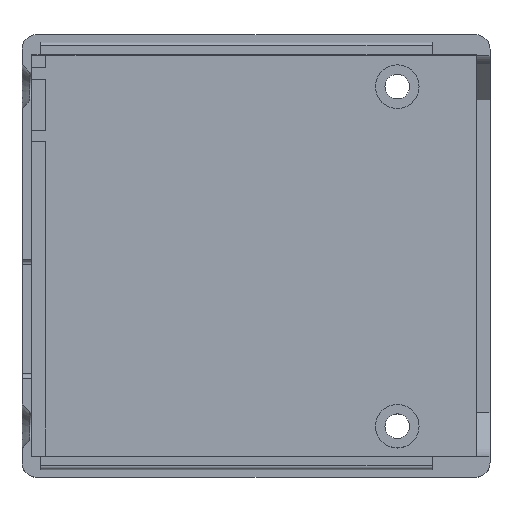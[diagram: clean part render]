
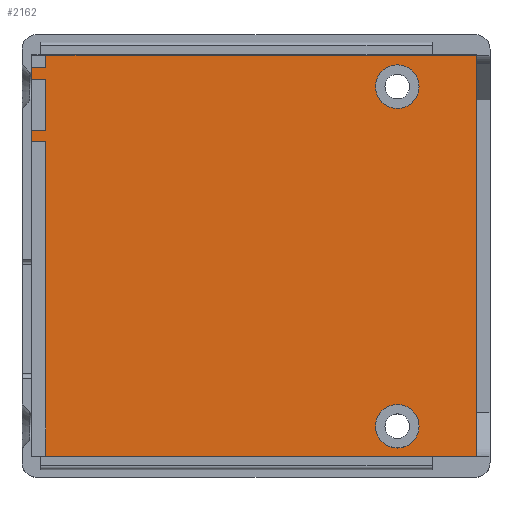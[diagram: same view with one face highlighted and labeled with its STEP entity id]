
A CAD part, top view. The second image highlights one B-rep face of the part: STEP entity #2162.
In plain terms, the highlighted planar face has unit normal (0, 0, 1).
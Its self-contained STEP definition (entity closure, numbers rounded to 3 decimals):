
#751 = VERTEX_POINT('',#752);
#752 = CARTESIAN_POINT('',(30.15,27.753,-3.));
#758 = EDGE_CURVE('',#751,#759,#761,.T.);
#759 = VERTEX_POINT('',#760);
#760 = CARTESIAN_POINT('',(30.15,-27.647,-3.));
#761 = LINE('',#762,#763);
#762 = CARTESIAN_POINT('',(30.15,27.753,-3.));
#763 = VECTOR('',#764,1.);
#764 = DIRECTION('',(0.,-1.,0.));
#832 = VERTEX_POINT('',#833);
#833 = CARTESIAN_POINT('',(-29.225,27.753,-3.));
#839 = EDGE_CURVE('',#832,#751,#840,.T.);
#840 = LINE('',#841,#842);
#841 = CARTESIAN_POINT('',(-31.225,27.753,-3.));
#842 = VECTOR('',#843,1.);
#843 = DIRECTION('',(1.,0.,0.));
#985 = VERTEX_POINT('',#986);
#986 = CARTESIAN_POINT('',(-31.225,15.805,-3.));
#992 = EDGE_CURVE('',#985,#993,#995,.T.);
#993 = VERTEX_POINT('',#994);
#994 = CARTESIAN_POINT('',(-31.225,17.405,-3.));
#995 = LINE('',#996,#997);
#996 = CARTESIAN_POINT('',(-31.225,-27.647,-3.));
#997 = VECTOR('',#998,1.);
#998 = DIRECTION('',(0.,1.,0.));
#1017 = VERTEX_POINT('',#1018);
#1018 = CARTESIAN_POINT('',(-31.225,24.445,-3.));
#1024 = EDGE_CURVE('',#1017,#1025,#1027,.T.);
#1025 = VERTEX_POINT('',#1026);
#1026 = CARTESIAN_POINT('',(-31.225,26.045,-3.));
#1027 = LINE('',#1028,#1029);
#1028 = CARTESIAN_POINT('',(-31.225,-27.647,-3.));
#1029 = VECTOR('',#1030,1.);
#1030 = DIRECTION('',(0.,1.,0.));
#2135 = EDGE_CURVE('',#759,#2136,#2138,.T.);
#2136 = VERTEX_POINT('',#2137);
#2137 = CARTESIAN_POINT('',(-29.225,-27.647,-3.));
#2138 = LINE('',#2139,#2140);
#2139 = CARTESIAN_POINT('',(30.15,-27.647,-3.));
#2140 = VECTOR('',#2141,1.);
#2141 = DIRECTION('',(-1.,0.,0.));
#2162 = ADVANCED_FACE('',(#2163,#2220,#2231),#2242,.T.);
#2163 = FACE_BOUND('',#2164,.T.);
#2164 = EDGE_LOOP('',(#2165,#2166,#2174,#2180,#2181,#2189,#2197,#2203,
    #2204,#2212,#2218,#2219));
#2165 = ORIENTED_EDGE('',*,*,#839,.F.);
#2166 = ORIENTED_EDGE('',*,*,#2167,.T.);
#2167 = EDGE_CURVE('',#832,#2168,#2170,.T.);
#2168 = VERTEX_POINT('',#2169);
#2169 = CARTESIAN_POINT('',(-29.225,26.045,-3.));
#2170 = LINE('',#2171,#2172);
#2171 = CARTESIAN_POINT('',(-29.225,27.753,-3.));
#2172 = VECTOR('',#2173,1.);
#2173 = DIRECTION('',(0.,-1.,0.));
#2174 = ORIENTED_EDGE('',*,*,#2175,.T.);
#2175 = EDGE_CURVE('',#2168,#1025,#2176,.T.);
#2176 = LINE('',#2177,#2178);
#2177 = CARTESIAN_POINT('',(-29.225,26.045,-3.));
#2178 = VECTOR('',#2179,1.);
#2179 = DIRECTION('',(-1.,0.,0.));
#2180 = ORIENTED_EDGE('',*,*,#1024,.F.);
#2181 = ORIENTED_EDGE('',*,*,#2182,.T.);
#2182 = EDGE_CURVE('',#1017,#2183,#2185,.T.);
#2183 = VERTEX_POINT('',#2184);
#2184 = CARTESIAN_POINT('',(-29.225,24.445,-3.));
#2185 = LINE('',#2186,#2187);
#2186 = CARTESIAN_POINT('',(-31.225,24.445,-3.));
#2187 = VECTOR('',#2188,1.);
#2188 = DIRECTION('',(1.,0.,0.));
#2189 = ORIENTED_EDGE('',*,*,#2190,.T.);
#2190 = EDGE_CURVE('',#2183,#2191,#2193,.T.);
#2191 = VERTEX_POINT('',#2192);
#2192 = CARTESIAN_POINT('',(-29.225,17.405,-3.));
#2193 = LINE('',#2194,#2195);
#2194 = CARTESIAN_POINT('',(-29.225,24.445,-3.));
#2195 = VECTOR('',#2196,1.);
#2196 = DIRECTION('',(0.,-1.,0.));
#2197 = ORIENTED_EDGE('',*,*,#2198,.T.);
#2198 = EDGE_CURVE('',#2191,#993,#2199,.T.);
#2199 = LINE('',#2200,#2201);
#2200 = CARTESIAN_POINT('',(-29.225,17.405,-3.));
#2201 = VECTOR('',#2202,1.);
#2202 = DIRECTION('',(-1.,0.,0.));
#2203 = ORIENTED_EDGE('',*,*,#992,.F.);
#2204 = ORIENTED_EDGE('',*,*,#2205,.T.);
#2205 = EDGE_CURVE('',#985,#2206,#2208,.T.);
#2206 = VERTEX_POINT('',#2207);
#2207 = CARTESIAN_POINT('',(-29.225,15.805,-3.));
#2208 = LINE('',#2209,#2210);
#2209 = CARTESIAN_POINT('',(-31.225,15.805,-3.));
#2210 = VECTOR('',#2211,1.);
#2211 = DIRECTION('',(1.,0.,0.));
#2212 = ORIENTED_EDGE('',*,*,#2213,.T.);
#2213 = EDGE_CURVE('',#2206,#2136,#2214,.T.);
#2214 = LINE('',#2215,#2216);
#2215 = CARTESIAN_POINT('',(-29.225,15.805,-3.));
#2216 = VECTOR('',#2217,1.);
#2217 = DIRECTION('',(0.,-1.,0.));
#2218 = ORIENTED_EDGE('',*,*,#2135,.F.);
#2219 = ORIENTED_EDGE('',*,*,#758,.F.);
#2220 = FACE_BOUND('',#2221,.T.);
#2221 = EDGE_LOOP('',(#2222));
#2222 = ORIENTED_EDGE('',*,*,#2223,.F.);
#2223 = EDGE_CURVE('',#2224,#2224,#2226,.T.);
#2224 = VERTEX_POINT('',#2225);
#2225 = CARTESIAN_POINT('',(22.2,-23.4,-3.));
#2226 = CIRCLE('',#2227,3.);
#2227 = AXIS2_PLACEMENT_3D('',#2228,#2229,#2230);
#2228 = CARTESIAN_POINT('',(19.2,-23.4,-3.));
#2229 = DIRECTION('',(0.,0.,1.));
#2230 = DIRECTION('',(1.,0.,0.));
#2231 = FACE_BOUND('',#2232,.T.);
#2232 = EDGE_LOOP('',(#2233));
#2233 = ORIENTED_EDGE('',*,*,#2234,.F.);
#2234 = EDGE_CURVE('',#2235,#2235,#2237,.T.);
#2235 = VERTEX_POINT('',#2236);
#2236 = CARTESIAN_POINT('',(22.2,23.4,-3.));
#2237 = CIRCLE('',#2238,3.);
#2238 = AXIS2_PLACEMENT_3D('',#2239,#2240,#2241);
#2239 = CARTESIAN_POINT('',(19.2,23.4,-3.));
#2240 = DIRECTION('',(0.,0.,1.));
#2241 = DIRECTION('',(1.,0.,0.));
#2242 = PLANE('',#2243);
#2243 = AXIS2_PLACEMENT_3D('',#2244,#2245,#2246);
#2244 = CARTESIAN_POINT('',(-0.538,0.053,-3.));
#2245 = DIRECTION('',(0.,0.,1.));
#2246 = DIRECTION('',(1.,0.,0.));
